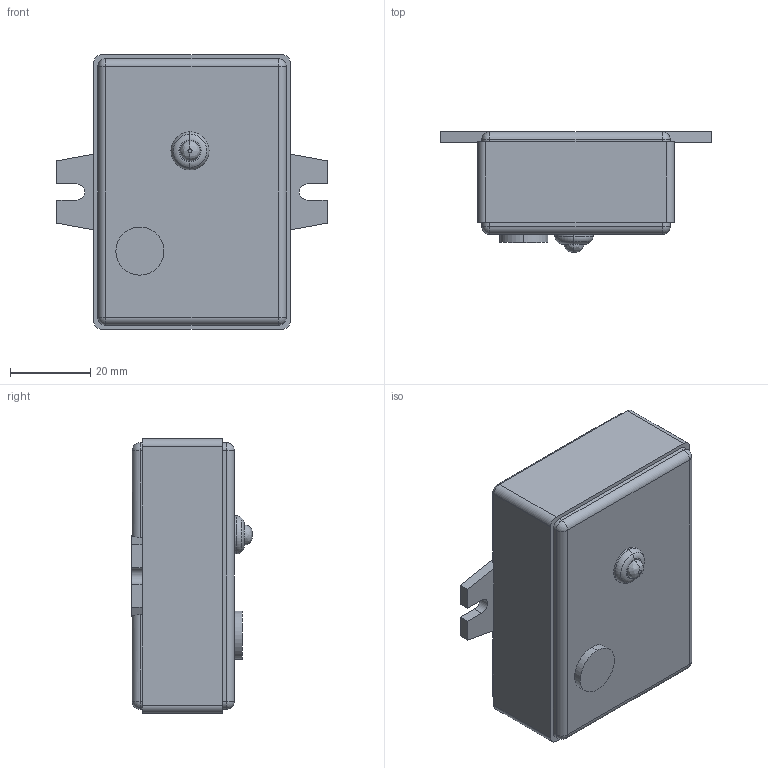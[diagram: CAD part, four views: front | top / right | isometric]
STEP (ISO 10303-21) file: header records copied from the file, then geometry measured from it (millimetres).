
FILE_DESCRIPTION((''),'2;1');
FILE_NAME('ASM0001_ASM','2022-06-21T07:07:58',('klemen.sitar'),('Audax d.o.o.'),'CREO PARAMETRIC BY PTC INC, 2021304','CREO PARAMETRIC BY PTC INC, 2021304','');
FILE_SCHEMA(('AP242_MANAGED_MODEL_BASED_3D_ENGINEERING_MIM_LF { 1 0 10303 442 1 1 4 }'));
Length unit declared in the file: millimetre
Products named in the file (3): ETS-16B; PRT0001; ASM0001_ASM
Assembly tree (2 placements, depth 2):
  ASM0001_ASM
    ETS-16B
    PRT0001
Bounding box: 67.5 x 30.1 x 68.5 mm (x, y, z)
Volume: 85048.8 mm3; surface area: 13505.6 mm2
Topology: 3 solids, 3 shells, 130 faces, 330 edges, 206 vertices
Faces by surface type: plane 72, cylinder 36, torus 12, sphere 8, bspline 2
Entity records: 6002 total; most frequent: CARTESIAN_POINT 750, DIRECTION 704, ORIENTED_EDGE 644, PRESENTATION_STYLE_ASSIGNMENT 425, STYLED_ITEM 425, EDGE_CURVE 322, CURVE_STYLE 296, AXIS2_PLACEMENT_3D 251
